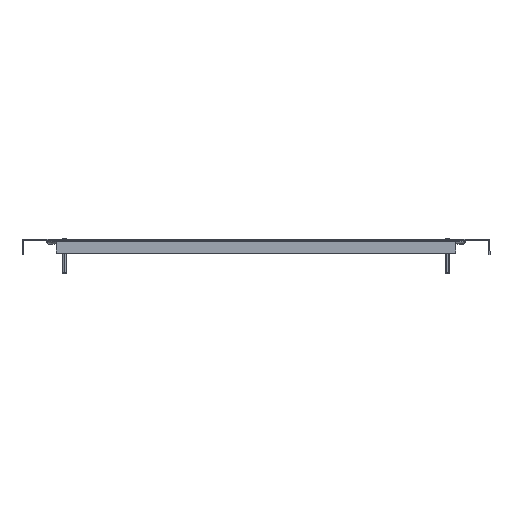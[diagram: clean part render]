
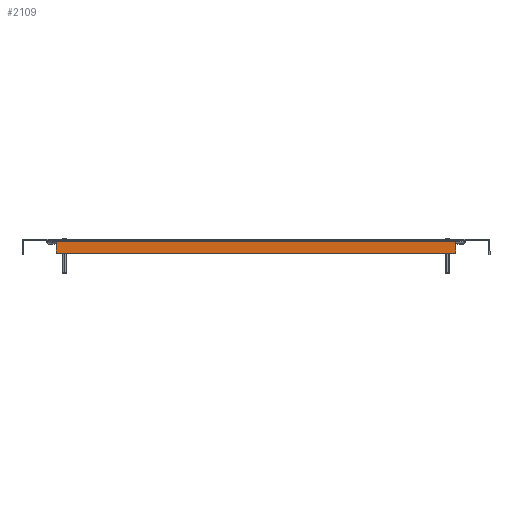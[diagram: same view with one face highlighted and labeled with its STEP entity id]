
A CAD part, front view. The second image highlights one B-rep face of the part: STEP entity #2109.
In plain terms, the highlighted planar face has unit normal (0, -1, 0).
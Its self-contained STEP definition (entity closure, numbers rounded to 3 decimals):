
#193 = VECTOR ( 'NONE', #2174, 1000. ) ;
#375 = VERTEX_POINT ( 'NONE', #1674 ) ;
#915 = EDGE_CURVE ( 'NONE', #375, #5220, #2307, .T. ) ;
#918 = VECTOR ( 'NONE', #2510, 1000. ) ;
#1328 = ORIENTED_EDGE ( 'NONE', *, *, #4775, .T. ) ;
#1408 = DIRECTION ( 'NONE',  ( 0., 1., 0. ) ) ;
#1674 = CARTESIAN_POINT ( 'NONE',  ( -260., -1002.25, -16.5 ) ) ;
#1756 = CARTESIAN_POINT ( 'NONE',  ( 260., -1002.25, -16.5 ) ) ;
#1913 = CARTESIAN_POINT ( 'NONE',  ( 0., -1002.25, 0. ) ) ;
#2106 = ORIENTED_EDGE ( 'NONE', *, *, #3388, .T. ) ;
#2109 = ADVANCED_FACE ( 'NONE', ( #3961 ), #5942, .F. ) ;
#2150 = VECTOR ( 'NONE', #2334, 1000. ) ;
#2174 = DIRECTION ( 'NONE',  ( 0., 0., -1. ) ) ;
#2307 = LINE ( 'NONE', #3837, #2150 ) ;
#2334 = DIRECTION ( 'NONE',  ( 1., 0., 0. ) ) ;
#2357 = DIRECTION ( 'NONE',  ( 0., 0., 1. ) ) ;
#2510 = DIRECTION ( 'NONE',  ( 1., 0., 0. ) ) ;
#2952 = CARTESIAN_POINT ( 'NONE',  ( 0., -1002.25, -1.3 ) ) ;
#3066 = CARTESIAN_POINT ( 'NONE',  ( -260., -1002.25, -16.5 ) ) ;
#3258 = ORIENTED_EDGE ( 'NONE', *, *, #915, .T. ) ;
#3267 = EDGE_CURVE ( 'NONE', #4151, #6199, #5502, .T. ) ;
#3388 = EDGE_CURVE ( 'NONE', #5220, #6199, #4262, .T. ) ;
#3393 = VECTOR ( 'NONE', #3656, 1000. ) ;
#3592 = CARTESIAN_POINT ( 'NONE',  ( 260., -1002.25, -1.3 ) ) ;
#3637 = LINE ( 'NONE', #3066, #193 ) ;
#3656 = DIRECTION ( 'NONE',  ( 0., 0., 1. ) ) ;
#3727 = CARTESIAN_POINT ( 'NONE',  ( 260., -1002.25, 0. ) ) ;
#3837 = CARTESIAN_POINT ( 'NONE',  ( 260., -1002.25, -16.5 ) ) ;
#3961 = FACE_OUTER_BOUND ( 'NONE', #4528, .T. ) ;
#4030 = ORIENTED_EDGE ( 'NONE', *, *, #3267, .F. ) ;
#4151 = VERTEX_POINT ( 'NONE', #6006 ) ;
#4262 = LINE ( 'NONE', #3727, #3393 ) ;
#4528 = EDGE_LOOP ( 'NONE', ( #4030, #1328, #3258, #2106 ) ) ;
#4775 = EDGE_CURVE ( 'NONE', #4151, #375, #3637, .T. ) ;
#5124 = AXIS2_PLACEMENT_3D ( 'NONE', #1913, #1408, #2357 ) ;
#5220 = VERTEX_POINT ( 'NONE', #1756 ) ;
#5502 = LINE ( 'NONE', #2952, #918 ) ;
#5942 = PLANE ( 'NONE',  #5124 ) ;
#6006 = CARTESIAN_POINT ( 'NONE',  ( -260., -1002.25, -1.3 ) ) ;
#6199 = VERTEX_POINT ( 'NONE', #3592 ) ;
